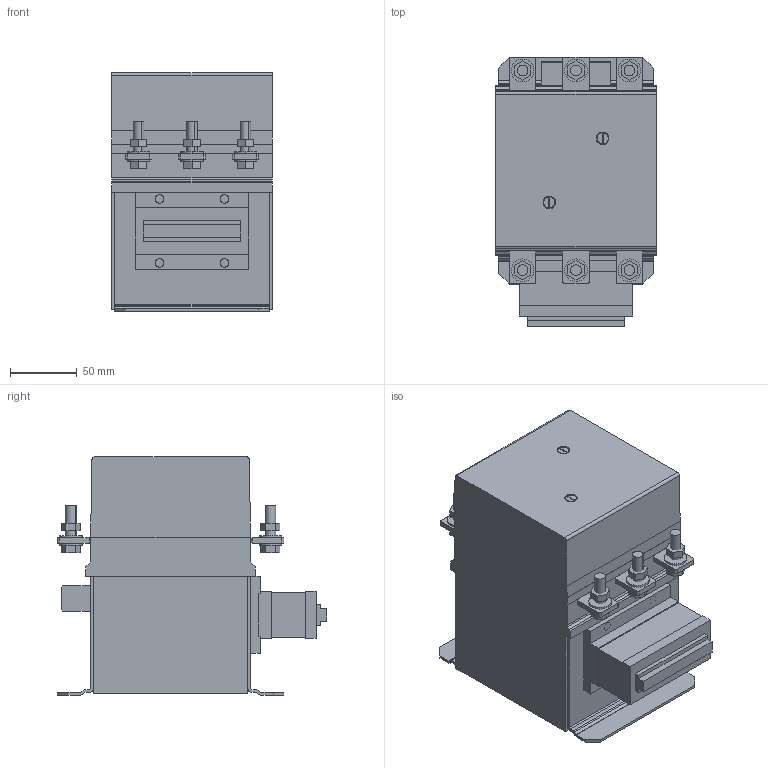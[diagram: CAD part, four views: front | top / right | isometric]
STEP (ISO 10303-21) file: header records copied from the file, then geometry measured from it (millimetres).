
FILE_DESCRIPTION((''),'2;1');
FILE_NAME('3d_11B145L0048C48.stp','2012-10-03T14:26:19',(''),(''),'Mechanical Desktop 2011','Mechanical Desktop 2011',', , ');
FILE_SCHEMA(('CONFIG_CONTROL_DESIGN'));
Length unit declared in the file: millimetre
Products named in the file (1): Product
Bounding box: 120 x 202.08 x 178.7 mm (x, y, z)
Volume: 2790354 mm3; surface area: 299553.1 mm2
Topology: 51 solids, 51 shells, 412 faces, 1028 edges, 772 vertices
Faces by surface type: plane 219, bspline 154, cylinder 39
Entity records: 12511 total; most frequent: CARTESIAN_POINT 3023, ORIENTED_EDGE 1920, DIRECTION 1760, EDGE_CURVE 960, VECTOR 814, LINE 814, VERTEX_POINT 654, AXIS2_PLACEMENT_3D 473
